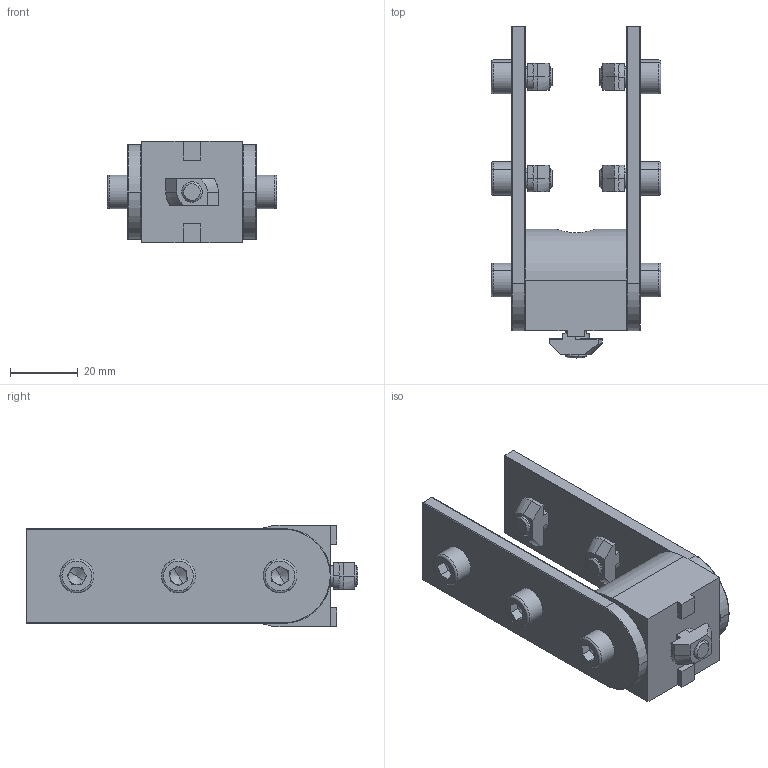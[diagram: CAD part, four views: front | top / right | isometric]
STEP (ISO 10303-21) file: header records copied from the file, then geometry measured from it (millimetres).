
FILE_DESCRIPTION (( 'STEP AP214' ), '1' );
FILE_NAME ('#033 Êîìïëåêò êðîíøòåéíà 30õ30-8-Â ñ ñîåäèíèòåëåì, â ïàç ïðîôèëÿ.STEP', '2024-03-12T10:22:42', ( '' ), ( '' ), 'SwSTEP 2.0', 'SolidWorks 2022', '' );
FILE_SCHEMA (( 'AUTOMOTIVE_DESIGN' ));
Length unit declared in the file: millimetre
Products named in the file (7): D67 Винт цилиндр. с внутренним шест. М6 х 12 DIN 912; #033 Комплект кронштейна 30х30-8-В с соединителем, в паз профиля; A464 Поворотный кронштейн 8-B; K89 Винт цилиндр. с внутренним шест. М6 х30 DIN 912; A466 Поворотный соединитель 90мм, паз 8; D53 Т-гайка М6, паз 8_00; D55 Винт цилиндр. с внутренним шест. М6 х14 DIN 912
Assembly tree (15 placements, depth 2):
  #033 Комплект кронштейна 30х30-8-В с соединителем, в паз профиля
    A466 Поворотный соединитель 90мм, паз 8  x2
    K89 Винт цилиндр. с внутренним шест. М6 х30 DIN 912
    D53 Т-гайка М6, паз 8_00  x5
    D67 Винт цилиндр. с внутренним шест. М6 х 12 DIN 912  x4
    D55 Винт цилиндр. с внутренним шест. М6 х14 DIN 912  x2
    A464 Поворотный кронштейн 8-B
Bounding box: 50 x 98 x 30 mm (x, y, z)
Volume: 48876.1 mm3; surface area: 24583.6 mm2
Topology: 15 solids, 15 shells, 483 faces, 1194 edges, 739 vertices
Faces by surface type: plane 289, cylinder 92, cone 70, torus 32
Entity records: 5642 total; most frequent: CARTESIAN_POINT 1142, DIRECTION 909, ORIENTED_EDGE 834, EDGE_CURVE 417, AXIS2_PLACEMENT_3D 330, VERTEX_POINT 259, LINE 249, VECTOR 249
